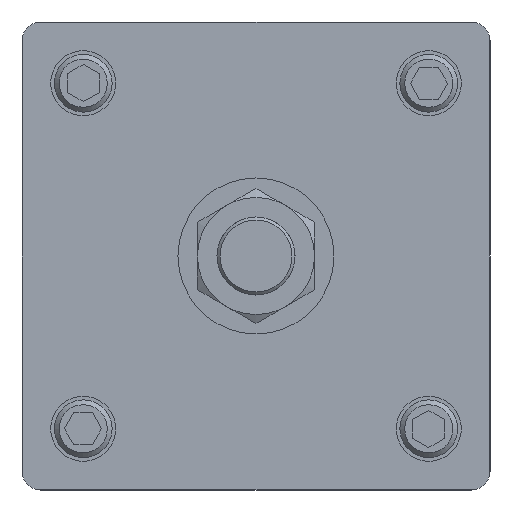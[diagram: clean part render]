
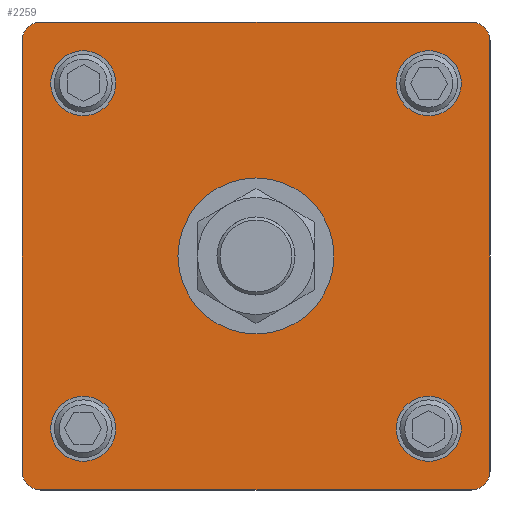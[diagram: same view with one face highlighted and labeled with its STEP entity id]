
A CAD part, left-side view. The second image highlights one B-rep face of the part: STEP entity #2259.
In plain terms, the highlighted planar face has unit normal (-1, 0, 0).
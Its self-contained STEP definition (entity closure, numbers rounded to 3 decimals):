
#216=LINE('',#3721,#334);
#217=LINE('',#3725,#335);
#218=LINE('',#3729,#336);
#219=LINE('',#3733,#337);
#334=VECTOR('',#3015,1000.);
#335=VECTOR('',#3018,1000.);
#336=VECTOR('',#3021,1000.);
#337=VECTOR('',#3024,1000.);
#421=PLANE('',#2533);
#665=ORIENTED_EDGE('',*,*,#1106,.T.);
#666=ORIENTED_EDGE('',*,*,#1105,.T.);
#667=ORIENTED_EDGE('',*,*,#1104,.T.);
#668=ORIENTED_EDGE('',*,*,#1103,.T.);
#669=ORIENTED_EDGE('',*,*,#1108,.F.);
#670=ORIENTED_EDGE('',*,*,#1114,.T.);
#671=ORIENTED_EDGE('',*,*,#1115,.F.);
#672=ORIENTED_EDGE('',*,*,#1116,.T.);
#673=ORIENTED_EDGE('',*,*,#1117,.F.);
#674=ORIENTED_EDGE('',*,*,#1118,.T.);
#675=ORIENTED_EDGE('',*,*,#1119,.F.);
#676=ORIENTED_EDGE('',*,*,#1120,.T.);
#677=ORIENTED_EDGE('',*,*,#1121,.F.);
#1103=EDGE_CURVE('',#1354,#1354,#1517,.T.);
#1104=EDGE_CURVE('',#1355,#1355,#1518,.T.);
#1105=EDGE_CURVE('',#1356,#1356,#1519,.T.);
#1106=EDGE_CURVE('',#1357,#1357,#1520,.T.);
#1108=EDGE_CURVE('',#1359,#1359,#1522,.T.);
#1114=EDGE_CURVE('',#1365,#1366,#1528,.T.);
#1115=EDGE_CURVE('',#1367,#1366,#216,.T.);
#1116=EDGE_CURVE('',#1367,#1368,#1529,.T.);
#1117=EDGE_CURVE('',#1369,#1368,#217,.T.);
#1118=EDGE_CURVE('',#1369,#1370,#1530,.T.);
#1119=EDGE_CURVE('',#1371,#1370,#218,.T.);
#1120=EDGE_CURVE('',#1371,#1372,#1531,.T.);
#1121=EDGE_CURVE('',#1365,#1372,#219,.T.);
#1354=VERTEX_POINT('',#3687);
#1355=VERTEX_POINT('',#3690);
#1356=VERTEX_POINT('',#3693);
#1357=VERTEX_POINT('',#3696);
#1359=VERTEX_POINT('',#3701);
#1365=VERTEX_POINT('',#3719);
#1366=VERTEX_POINT('',#3720);
#1367=VERTEX_POINT('',#3722);
#1368=VERTEX_POINT('',#3724);
#1369=VERTEX_POINT('',#3726);
#1370=VERTEX_POINT('',#3728);
#1371=VERTEX_POINT('',#3730);
#1372=VERTEX_POINT('',#3732);
#1517=CIRCLE('',#2513,7.938);
#1518=CIRCLE('',#2515,7.938);
#1519=CIRCLE('',#2517,7.938);
#1520=CIRCLE('',#2519,7.938);
#1522=CIRCLE('',#2522,19.05);
#1528=CIRCLE('',#2534,4.572);
#1529=CIRCLE('',#2535,4.572);
#1530=CIRCLE('',#2536,4.572);
#1531=CIRCLE('',#2537,4.572);
#1712=EDGE_LOOP('',(#665));
#1713=EDGE_LOOP('',(#666));
#1714=EDGE_LOOP('',(#667));
#1715=EDGE_LOOP('',(#668));
#1716=EDGE_LOOP('',(#669));
#1717=EDGE_LOOP('',(#670,#671,#672,#673,#674,#675,#676,#677));
#1980=FACE_BOUND('',#1712,.T.);
#1981=FACE_BOUND('',#1713,.T.);
#1982=FACE_BOUND('',#1714,.T.);
#1983=FACE_BOUND('',#1715,.T.);
#1984=FACE_BOUND('',#1716,.T.);
#1985=FACE_BOUND('',#1717,.T.);
#2259=ADVANCED_FACE('',(#1980,#1981,#1982,#1983,#1984,#1985),#421,.F.);
#2513=AXIS2_PLACEMENT_3D('',#3686,#2971,#2972);
#2515=AXIS2_PLACEMENT_3D('',#3689,#2975,#2976);
#2517=AXIS2_PLACEMENT_3D('',#3692,#2979,#2980);
#2519=AXIS2_PLACEMENT_3D('',#3695,#2983,#2984);
#2522=AXIS2_PLACEMENT_3D('',#3700,#2989,#2990);
#2533=AXIS2_PLACEMENT_3D('',#3717,#3011,#3012);
#2534=AXIS2_PLACEMENT_3D('',#3718,#3013,#3014);
#2535=AXIS2_PLACEMENT_3D('',#3723,#3016,#3017);
#2536=AXIS2_PLACEMENT_3D('',#3727,#3019,#3020);
#2537=AXIS2_PLACEMENT_3D('',#3731,#3022,#3023);
#2971=DIRECTION('',(1.,0.,0.));
#2972=DIRECTION('',(0.,0.,1.));
#2975=DIRECTION('',(1.,0.,0.));
#2976=DIRECTION('',(0.,1.,0.));
#2979=DIRECTION('',(1.,0.,0.));
#2980=DIRECTION('',(0.,0.,-1.));
#2983=DIRECTION('',(1.,0.,0.));
#2984=DIRECTION('',(0.,-1.,0.));
#2989=DIRECTION('',(-1.,0.,0.));
#2990=DIRECTION('',(0.,0.,1.));
#3011=DIRECTION('',(1.,0.,0.));
#3012=DIRECTION('',(0.,1.,0.));
#3013=DIRECTION('',(-1.,0.,0.));
#3014=DIRECTION('',(0.,0.,-1.));
#3015=DIRECTION('',(0.,-1.,0.));
#3016=DIRECTION('',(-1.,0.,0.));
#3017=DIRECTION('',(0.,0.,-1.));
#3018=DIRECTION('',(0.,0.,1.));
#3019=DIRECTION('',(-1.,0.,0.));
#3020=DIRECTION('',(0.,0.,-1.));
#3021=DIRECTION('',(0.,1.,0.));
#3022=DIRECTION('',(-1.,0.,0.));
#3023=DIRECTION('',(0.,0.,-1.));
#3024=DIRECTION('',(0.,0.,-1.));
#3686=CARTESIAN_POINT('',(0.,-42.207,42.207));
#3687=CARTESIAN_POINT('',(0.,-42.207,50.145));
#3689=CARTESIAN_POINT('',(0.,42.207,42.207));
#3690=CARTESIAN_POINT('',(0.,50.145,42.207));
#3692=CARTESIAN_POINT('',(0.,42.207,-42.207));
#3693=CARTESIAN_POINT('',(0.,42.207,-50.145));
#3695=CARTESIAN_POINT('',(0.,-42.207,-42.207));
#3696=CARTESIAN_POINT('',(0.,-50.145,-42.207));
#3700=CARTESIAN_POINT('',(0.,0.,0.));
#3701=CARTESIAN_POINT('',(0.,0.,19.05));
#3717=CARTESIAN_POINT('',(0.,0.,0.));
#3718=CARTESIAN_POINT('',(0.,-52.578,52.578));
#3719=CARTESIAN_POINT('',(0.,-57.15,52.578));
#3720=CARTESIAN_POINT('',(0.,-52.578,57.15));
#3721=CARTESIAN_POINT('',(0.,25.4,57.15));
#3722=CARTESIAN_POINT('',(0.,52.578,57.15));
#3723=CARTESIAN_POINT('',(0.,52.578,52.578));
#3724=CARTESIAN_POINT('',(0.,57.15,52.578));
#3725=CARTESIAN_POINT('',(0.,57.15,-25.4));
#3726=CARTESIAN_POINT('',(0.,57.15,-52.578));
#3727=CARTESIAN_POINT('',(0.,52.578,-52.578));
#3728=CARTESIAN_POINT('',(0.,52.578,-57.15));
#3729=CARTESIAN_POINT('',(0.,-25.4,-57.15));
#3730=CARTESIAN_POINT('',(0.,-52.578,-57.15));
#3731=CARTESIAN_POINT('',(0.,-52.578,-52.578));
#3732=CARTESIAN_POINT('',(0.,-57.15,-52.578));
#3733=CARTESIAN_POINT('',(0.,-57.15,25.4));
